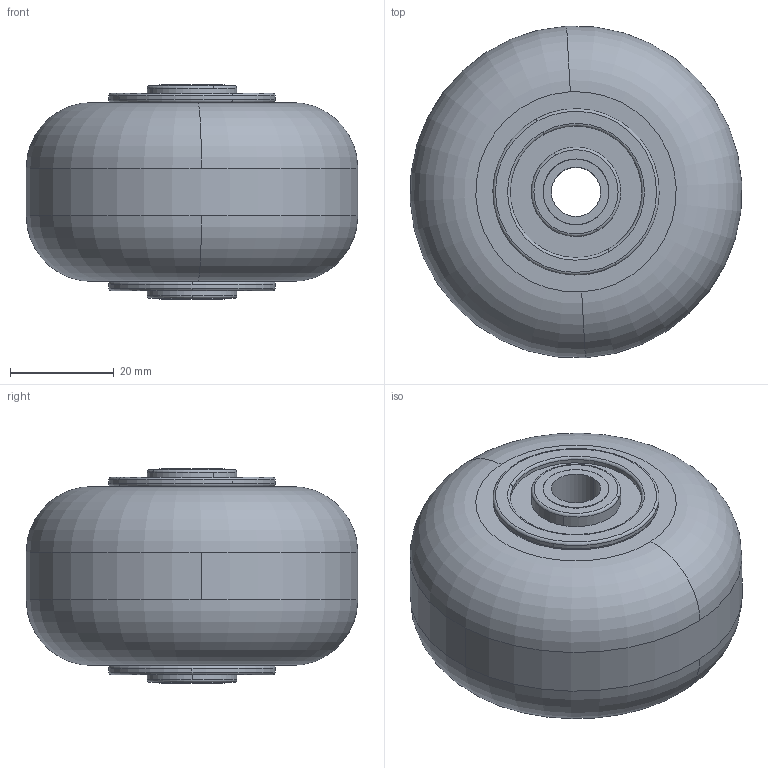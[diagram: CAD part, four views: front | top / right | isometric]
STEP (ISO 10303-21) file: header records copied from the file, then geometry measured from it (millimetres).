
FILE_DESCRIPTION((''),'2;1');
FILE_NAME('Small Rubber Wheel.stp','2008-01-04T19:11:23',('Owner'),(''),'Autodesk Inventor (R) 6.0','Autodesk Inventor (R) 6.0','');
FILE_SCHEMA(('AUTOMOTIVE_DESIGN { 1 0 10303 214 1 1 1 1 }'));
Length unit declared in the file: inch
Products named in the file (4): Small Rubber Wheel; Axle Spacer; Rubber Wheel Bearing
Assembly tree (4 placements, depth 2):
  Small Rubber Wheel
    Axle Spacer
    Small Rubber Wheel
    Rubber Wheel Bearing  x2
Bounding box: 64.03 x 64.03 x 41.4 mm (x, y, z)
Volume: 89067.7 mm3; surface area: 21537.1 mm2
Topology: 4 solids, 4 shells, 66 faces, 168 edges, 116 vertices
Faces by surface type: cylinder 28, torus 24, plane 14
Entity records: 1443 total; most frequent: DIRECTION 286, CARTESIAN_POINT 223, ORIENTED_EDGE 206, AXIS2_PLACEMENT_3D 134, EDGE_CURVE 103, CIRCLE 85, VERTEX_POINT 71, EDGE_LOOP 50
